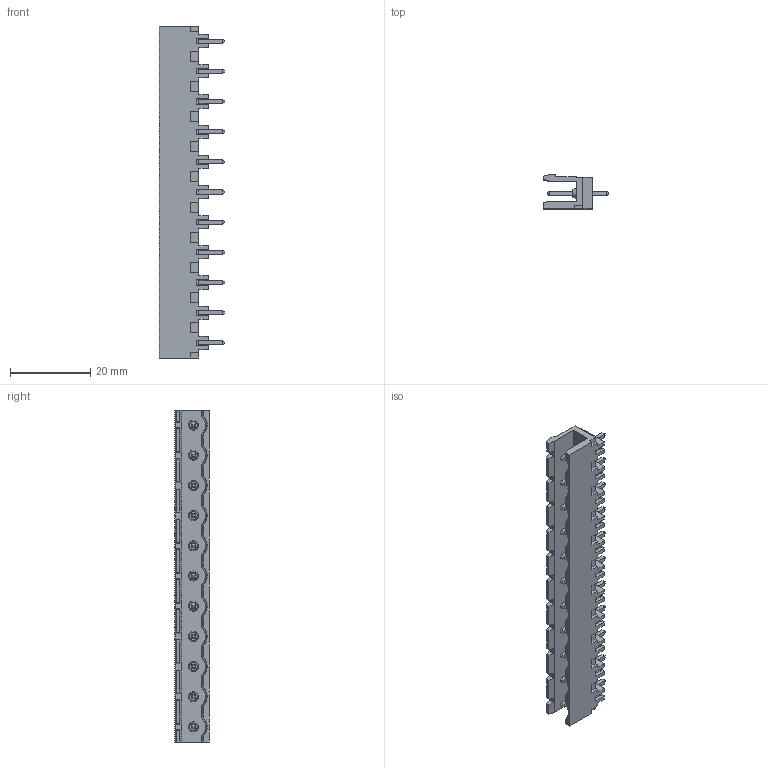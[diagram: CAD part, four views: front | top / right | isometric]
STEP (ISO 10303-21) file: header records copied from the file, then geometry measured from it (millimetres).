
FILE_DESCRIPTION( ( 'STEP AP203' ), '1' );
FILE_NAME( 'PV11-7.5-V.stp', ' ', ( ' ' ), ( ' ' ), 'PSStep 15.0.49', 'VISI 20.0', ' ' );
FILE_SCHEMA( ( 'AUTOMOTIVE_DESIGN { 1 0 10303 214 1 1 1 1 }' ) );
Length unit declared in the file: millimetre
Products named in the file (1): 1
Bounding box: 16.2 x 8.5 x 82.5 mm (x, y, z)
Volume: 3354.5 mm3; surface area: 6091.7 mm2
Topology: 1 solids, 1 shells, 657 faces, 1723 edges, 1101 vertices
Faces by surface type: plane 624, cone 22, cylinder 11
Entity records: 24833 total; most frequent: CARTESIAN_POINT 3515, ORIENTED_EDGE 3402, DIRECTION 3050, EDGE_CURVE 1701, LINE 1624, VECTOR 1624, VERTEX_POINT 1090, EDGE_LOOP 723
